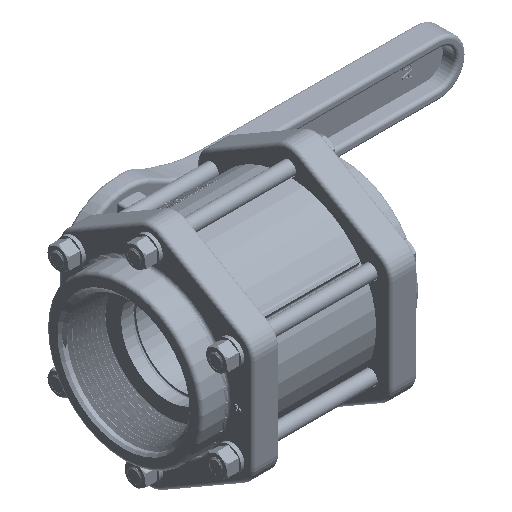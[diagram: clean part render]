
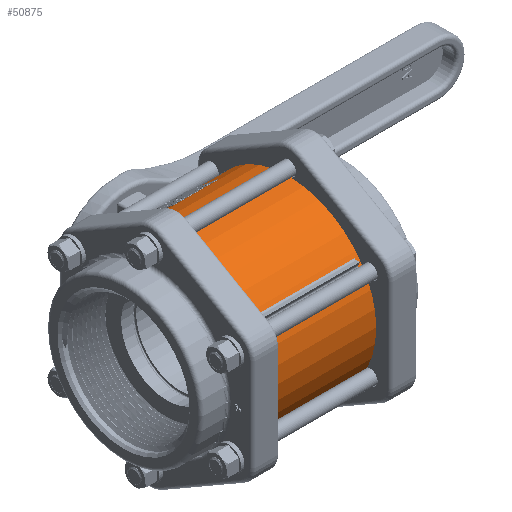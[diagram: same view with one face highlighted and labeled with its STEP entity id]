
A CAD part, isometric view. The second image highlights one B-rep face of the part: STEP entity #50875.
In plain terms, the highlighted cylindrical face has radius 60.706 mm (diameter 121.412 mm), a full revolution.
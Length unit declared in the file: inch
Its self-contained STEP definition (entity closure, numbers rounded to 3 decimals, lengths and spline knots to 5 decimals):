
#1410=B_SPLINE_CURVE_WITH_KNOTS('',3,(#79937,#79938,#79939,#79940,#79941,
#79942,#79943,#79944,#79945,#79946,#79947,#79948,#79949,#79950,#79951,#79952,
#79953,#79954,#79955,#79956,#79957,#79958,#79959,#79960),.UNSPECIFIED.,
 .T.,.F.,(4,1,1,1,1,1,1,1,1,1,1,1,1,1,1,1,1,1,1,1,1,4),(-25.08211,
-24.48492,-23.88772,-22.69334,-21.89708,-21.10082,
-20.30456,-19.50831,-18.71205,-17.91579,
-17.11953,-16.32328,-15.52702,-14.73076,
-13.9345,-13.13825,-12.34199,-11.54573,
-10.74948,-9.55509,-8.9579,-8.3607),
 .UNSPECIFIED.);
#2996=FACE_BOUND('',#7435,.T.);
#2997=FACE_BOUND('',#7436,.T.);
#2998=FACE_BOUND('',#7437,.T.);
#2999=FACE_BOUND('',#7438,.T.);
#3000=FACE_BOUND('',#7439,.T.);
#3594=CYLINDRICAL_SURFACE('',#54411,2.39);
#4448=FACE_OUTER_BOUND('',#7434,.T.);
#7434=EDGE_LOOP('',(#37074,#37075,#37076,#37077));
#7435=EDGE_LOOP('',(#37078,#37079,#37080,#37081));
#7436=EDGE_LOOP('',(#37082,#37083,#37084,#37085));
#7437=EDGE_LOOP('',(#37086,#37087,#37088,#37089));
#7438=EDGE_LOOP('',(#37090,#37091,#37092,#37093));
#7439=EDGE_LOOP('',(#37094));
#10191=CIRCLE('',#54412,2.39);
#10192=CIRCLE('',#54413,2.39);
#10193=CIRCLE('',#54414,2.39);
#10194=CIRCLE('',#54415,2.39);
#10195=CIRCLE('',#54416,2.39);
#10196=CIRCLE('',#54417,2.39);
#10197=CIRCLE('',#54418,2.39);
#10198=CIRCLE('',#54419,2.39);
#10199=CIRCLE('',#54420,2.39);
#10200=CIRCLE('',#54421,2.39);
#11688=LINE('',#79965,#16819);
#11689=LINE('',#79971,#16820);
#11690=LINE('',#79974,#16821);
#11691=LINE('',#79979,#16822);
#11692=LINE('',#79982,#16823);
#11693=LINE('',#79987,#16824);
#11694=LINE('',#79990,#16825);
#11695=LINE('',#79995,#16826);
#11696=LINE('',#79998,#16827);
#16819=VECTOR('',#59496,2.39);
#16820=VECTOR('',#59501,0.3937);
#16821=VECTOR('',#59504,0.3937);
#16822=VECTOR('',#59507,0.3937);
#16823=VECTOR('',#59510,0.3937);
#16824=VECTOR('',#59513,0.3937);
#16825=VECTOR('',#59516,0.3937);
#16826=VECTOR('',#59519,0.3937);
#16827=VECTOR('',#59522,0.3937);
#21944=VERTEX_POINT('',#79935);
#21945=VERTEX_POINT('',#79962);
#21946=VERTEX_POINT('',#79964);
#21947=VERTEX_POINT('',#79967);
#21948=VERTEX_POINT('',#79968);
#21949=VERTEX_POINT('',#79970);
#21950=VERTEX_POINT('',#79972);
#21951=VERTEX_POINT('',#79975);
#21952=VERTEX_POINT('',#79976);
#21953=VERTEX_POINT('',#79978);
#21954=VERTEX_POINT('',#79980);
#21955=VERTEX_POINT('',#79983);
#21956=VERTEX_POINT('',#79984);
#21957=VERTEX_POINT('',#79986);
#21958=VERTEX_POINT('',#79988);
#21959=VERTEX_POINT('',#79991);
#21960=VERTEX_POINT('',#79992);
#21961=VERTEX_POINT('',#79994);
#21962=VERTEX_POINT('',#79996);
#27607=EDGE_CURVE('',#21944,#21944,#1410,.T.);
#27608=EDGE_CURVE('',#21945,#21945,#10191,.T.);
#27609=EDGE_CURVE('',#21945,#21946,#11688,.T.);
#27610=EDGE_CURVE('',#21946,#21946,#10192,.T.);
#27611=EDGE_CURVE('',#21947,#21948,#10193,.T.);
#27612=EDGE_CURVE('',#21949,#21948,#11689,.T.);
#27613=EDGE_CURVE('',#21949,#21950,#10194,.T.);
#27614=EDGE_CURVE('',#21947,#21950,#11690,.T.);
#27615=EDGE_CURVE('',#21951,#21952,#10195,.T.);
#27616=EDGE_CURVE('',#21953,#21952,#11691,.T.);
#27617=EDGE_CURVE('',#21953,#21954,#10196,.T.);
#27618=EDGE_CURVE('',#21951,#21954,#11692,.T.);
#27619=EDGE_CURVE('',#21955,#21956,#10197,.T.);
#27620=EDGE_CURVE('',#21957,#21956,#11693,.T.);
#27621=EDGE_CURVE('',#21957,#21958,#10198,.T.);
#27622=EDGE_CURVE('',#21955,#21958,#11694,.T.);
#27623=EDGE_CURVE('',#21959,#21960,#10199,.T.);
#27624=EDGE_CURVE('',#21961,#21960,#11695,.T.);
#27625=EDGE_CURVE('',#21961,#21962,#10200,.T.);
#27626=EDGE_CURVE('',#21959,#21962,#11696,.T.);
#37074=ORIENTED_EDGE('',*,*,#27608,.F.);
#37075=ORIENTED_EDGE('',*,*,#27609,.T.);
#37076=ORIENTED_EDGE('',*,*,#27610,.F.);
#37077=ORIENTED_EDGE('',*,*,#27609,.F.);
#37078=ORIENTED_EDGE('',*,*,#27611,.T.);
#37079=ORIENTED_EDGE('',*,*,#27612,.F.);
#37080=ORIENTED_EDGE('',*,*,#27613,.T.);
#37081=ORIENTED_EDGE('',*,*,#27614,.F.);
#37082=ORIENTED_EDGE('',*,*,#27615,.T.);
#37083=ORIENTED_EDGE('',*,*,#27616,.F.);
#37084=ORIENTED_EDGE('',*,*,#27617,.T.);
#37085=ORIENTED_EDGE('',*,*,#27618,.F.);
#37086=ORIENTED_EDGE('',*,*,#27619,.T.);
#37087=ORIENTED_EDGE('',*,*,#27620,.F.);
#37088=ORIENTED_EDGE('',*,*,#27621,.T.);
#37089=ORIENTED_EDGE('',*,*,#27622,.F.);
#37090=ORIENTED_EDGE('',*,*,#27623,.T.);
#37091=ORIENTED_EDGE('',*,*,#27624,.F.);
#37092=ORIENTED_EDGE('',*,*,#27625,.T.);
#37093=ORIENTED_EDGE('',*,*,#27626,.F.);
#37094=ORIENTED_EDGE('',*,*,#27607,.F.);
#50875=ADVANCED_FACE('',(#4448,#2996,#2997,#2998,#2999,#3000),#3594,.T.);
#54411=AXIS2_PLACEMENT_3D('',#79961,#59492,#59493);
#54412=AXIS2_PLACEMENT_3D('',#79963,#59494,#59495);
#54413=AXIS2_PLACEMENT_3D('',#79966,#59497,#59498);
#54414=AXIS2_PLACEMENT_3D('',#79969,#59499,#59500);
#54415=AXIS2_PLACEMENT_3D('',#79973,#59502,#59503);
#54416=AXIS2_PLACEMENT_3D('',#79977,#59505,#59506);
#54417=AXIS2_PLACEMENT_3D('',#79981,#59508,#59509);
#54418=AXIS2_PLACEMENT_3D('',#79985,#59511,#59512);
#54419=AXIS2_PLACEMENT_3D('',#79989,#59514,#59515);
#54420=AXIS2_PLACEMENT_3D('',#79993,#59517,#59518);
#54421=AXIS2_PLACEMENT_3D('',#79997,#59520,#59521);
#59492=DIRECTION('center_axis',(0.,0.,1.));
#59493=DIRECTION('ref_axis',(-1.,0.,0.));
#59494=DIRECTION('center_axis',(0.,0.,1.));
#59495=DIRECTION('ref_axis',(-1.,0.,0.));
#59496=DIRECTION('',(0.,0.,-1.));
#59497=DIRECTION('center_axis',(0.,0.,-1.));
#59498=DIRECTION('ref_axis',(-1.,0.,0.));
#59499=DIRECTION('center_axis',(0.,0.,-1.));
#59500=DIRECTION('ref_axis',(-1.,0.,0.));
#59501=DIRECTION('',(0.,0.,-1.));
#59502=DIRECTION('center_axis',(0.,0.,1.));
#59503=DIRECTION('ref_axis',(-1.,0.,0.));
#59504=DIRECTION('',(0.,0.,1.));
#59505=DIRECTION('center_axis',(0.,0.,1.));
#59506=DIRECTION('ref_axis',(-1.,0.,0.));
#59507=DIRECTION('',(0.,0.,1.));
#59508=DIRECTION('center_axis',(0.,0.,-1.));
#59509=DIRECTION('ref_axis',(-1.,0.,0.));
#59510=DIRECTION('',(0.,0.,-1.));
#59511=DIRECTION('center_axis',(0.,0.,1.));
#59512=DIRECTION('ref_axis',(-1.,0.,0.));
#59513=DIRECTION('',(0.,0.,1.));
#59514=DIRECTION('center_axis',(0.,0.,-1.));
#59515=DIRECTION('ref_axis',(-1.,0.,0.));
#59516=DIRECTION('',(0.,0.,-1.));
#59517=DIRECTION('center_axis',(0.,0.,1.));
#59518=DIRECTION('ref_axis',(-1.,0.,0.));
#59519=DIRECTION('',(0.,0.,1.));
#59520=DIRECTION('center_axis',(0.,0.,-1.));
#59521=DIRECTION('ref_axis',(-1.,0.,0.));
#59522=DIRECTION('',(0.,0.,-1.));
#79935=CARTESIAN_POINT('',(1.1072,2.11806,0.));
#79937=CARTESIAN_POINT('Ctrl Pts',(1.1072,2.11806,0.));
#79938=CARTESIAN_POINT('Ctrl Pts',(1.1072,2.11806,-0.08616));
#79939=CARTESIAN_POINT('Ctrl Pts',(1.08791,2.1283,-0.25842));
#79940=CARTESIAN_POINT('Ctrl Pts',(0.97603,2.18389,-0.58119));
#79941=CARTESIAN_POINT('Ctrl Pts',(0.75049,2.27786,-0.86984));
#79942=CARTESIAN_POINT('Ctrl Pts',(0.41565,2.36069,-1.07044));
#79943=CARTESIAN_POINT('Ctrl Pts',(0.08561,2.39662,
-1.14939));
#79944=CARTESIAN_POINT('Ctrl Pts',(-0.25425,2.38421,
-1.12263));
#79945=CARTESIAN_POINT('Ctrl Pts',(-0.56604,2.32827,
-0.99497));
#79946=CARTESIAN_POINT('Ctrl Pts',(-0.82343,2.24789,
-0.78314));
#79947=CARTESIAN_POINT('Ctrl Pts',(-1.01028,2.1679,-0.5042));
#79948=CARTESIAN_POINT('Ctrl Pts',(-1.11135,2.116,-0.17496));
#79949=CARTESIAN_POINT('Ctrl Pts',(-1.1114,2.11592,0.17497));
#79950=CARTESIAN_POINT('Ctrl Pts',(-1.01026,2.16794,0.50418));
#79951=CARTESIAN_POINT('Ctrl Pts',(-0.82342,2.24788,
0.78315));
#79952=CARTESIAN_POINT('Ctrl Pts',(-0.56605,2.32828,
0.99497));
#79953=CARTESIAN_POINT('Ctrl Pts',(-0.25426,2.38421,
1.12263));
#79954=CARTESIAN_POINT('Ctrl Pts',(0.0856,2.39659,
1.14936));
#79955=CARTESIAN_POINT('Ctrl Pts',(0.41566,2.36071,1.07046));
#79956=CARTESIAN_POINT('Ctrl Pts',(0.75049,2.27785,0.86983));
#79957=CARTESIAN_POINT('Ctrl Pts',(0.97604,2.1839,0.58119));
#79958=CARTESIAN_POINT('Ctrl Pts',(1.08791,2.1283,0.25842));
#79959=CARTESIAN_POINT('Ctrl Pts',(1.1072,2.11806,0.08616));
#79960=CARTESIAN_POINT('Ctrl Pts',(1.1072,2.11806,0.));
#79961=CARTESIAN_POINT('Origin',(0.,0.,0.));
#79962=CARTESIAN_POINT('',(2.39,0.,1.565));
#79963=CARTESIAN_POINT('Origin',(0.,0.,1.565));
#79964=CARTESIAN_POINT('',(2.39,0.,-1.565));
#79965=CARTESIAN_POINT('',(2.39,0.,0.));
#79966=CARTESIAN_POINT('Origin',(0.,0.,-1.565));
#79967=CARTESIAN_POINT('',(2.37038,0.3056,-1.425));
#79968=CARTESIAN_POINT('',(2.38744,0.11066,-1.425));
#79969=CARTESIAN_POINT('Origin',(0.,0.,-1.425));
#79970=CARTESIAN_POINT('',(2.38744,0.11066,1.425));
#79971=CARTESIAN_POINT('',(2.38744,0.11066,0.));
#79972=CARTESIAN_POINT('',(2.37038,0.3056,1.425));
#79973=CARTESIAN_POINT('Origin',(0.,0.,1.425));
#79974=CARTESIAN_POINT('',(2.37038,0.3056,0.));
#79975=CARTESIAN_POINT('',(1.28955,-2.01225,1.425));
#79976=CARTESIAN_POINT('',(1.44985,-1.90001,1.425));
#79977=CARTESIAN_POINT('Origin',(0.,0.,1.425));
#79978=CARTESIAN_POINT('',(1.44985,-1.90001,-1.425));
#79979=CARTESIAN_POINT('',(1.44985,-1.90001,0.));
#79980=CARTESIAN_POINT('',(1.28955,-2.01225,-1.425));
#79981=CARTESIAN_POINT('Origin',(0.,0.,-1.425));
#79982=CARTESIAN_POINT('',(1.28955,-2.01225,0.));
#79983=CARTESIAN_POINT('',(-1.44985,-1.90001,1.425));
#79984=CARTESIAN_POINT('',(-1.28955,-2.01225,1.425));
#79985=CARTESIAN_POINT('Origin',(0.,0.,1.425));
#79986=CARTESIAN_POINT('',(-1.28955,-2.01225,-1.425));
#79987=CARTESIAN_POINT('',(-1.28955,-2.01225,0.));
#79988=CARTESIAN_POINT('',(-1.44985,-1.90001,-1.425));
#79989=CARTESIAN_POINT('Origin',(0.,0.,-1.425));
#79990=CARTESIAN_POINT('',(-1.44985,-1.90001,0.));
#79991=CARTESIAN_POINT('',(-2.37038,0.3056,1.425));
#79992=CARTESIAN_POINT('',(-2.38744,0.11066,1.425));
#79993=CARTESIAN_POINT('Origin',(0.,0.,1.425));
#79994=CARTESIAN_POINT('',(-2.38744,0.11066,-1.425));
#79995=CARTESIAN_POINT('',(-2.38744,0.11066,0.));
#79996=CARTESIAN_POINT('',(-2.37038,0.3056,-1.425));
#79997=CARTESIAN_POINT('Origin',(0.,0.,-1.425));
#79998=CARTESIAN_POINT('',(-2.37038,0.3056,0.));
